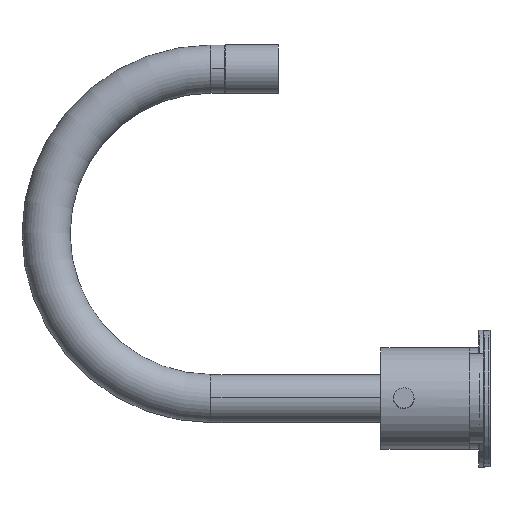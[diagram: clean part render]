
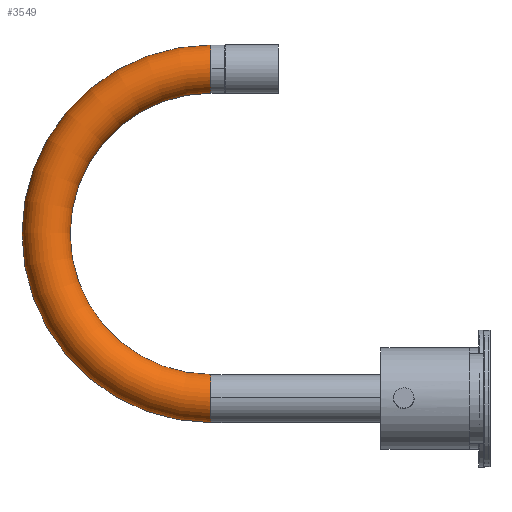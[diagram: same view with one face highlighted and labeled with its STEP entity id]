
A CAD part, left-side view. The second image highlights one B-rep face of the part: STEP entity #3549.
In plain terms, the highlighted toroidal (fillet/blend) face has major radius 65 mm and minor radius 9.5 mm.
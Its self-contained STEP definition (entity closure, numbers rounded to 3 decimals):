
#130 = DIRECTION ( 'NONE',  ( 0.999, 0., -0.041 ) ) ;
#145 = CARTESIAN_POINT ( 'NONE',  ( -0.386, 158.276, -9.492 ) ) ;
#240 = FACE_OUTER_BOUND ( 'NONE', #3036, .T. ) ;
#254 = CARTESIAN_POINT ( 'NONE',  ( -9.492, 158.276, 0.386 ) ) ;
#275 = CARTESIAN_POINT ( 'NONE',  ( 0., 158.276, 0. ) ) ;
#436 = TOROIDAL_SURFACE ( 'NONE', #5923, 65., 9.5 ) ;
#448 = DIRECTION ( 'NONE',  ( 0.999, 0., -0.041 ) ) ;
#525 = CARTESIAN_POINT ( 'NONE',  ( 4.895, 158.276, 120.401 ) ) ;
#567 = AXIS2_PLACEMENT_3D ( 'NONE', #3326, #2108, #7143 ) ;
#697 = CIRCLE ( 'NONE', #567, 9.5 ) ;
#753 = EDGE_CURVE ( 'NONE', #7384, #7192, #4232, .T. ) ;
#836 = AXIS2_PLACEMENT_3D ( 'NONE', #4597, #130, #2774 ) ;
#866 = CIRCLE ( 'NONE', #6576, 9.5 ) ;
#1312 = DIRECTION ( 'NONE',  ( 0., -1., 0. ) ) ;
#1459 = EDGE_CURVE ( 'NONE', #5723, #7243, #7626, .T. ) ;
#1606 = EDGE_CURVE ( 'NONE', #7243, #4077, #6808, .T. ) ;
#1676 = ORIENTED_EDGE ( 'NONE', *, *, #1459, .T. ) ;
#1770 = AXIS2_PLACEMENT_3D ( 'NONE', #275, #6126, #448 ) ;
#1910 = CARTESIAN_POINT ( 'NONE',  ( 2.64, 158.276, 64.946 ) ) ;
#2011 = CARTESIAN_POINT ( 'NONE',  ( 2.64, 158.276, 64.946 ) ) ;
#2108 = DIRECTION ( 'NONE',  ( 0., -1., 0. ) ) ;
#2638 = ORIENTED_EDGE ( 'NONE', *, *, #7676, .F. ) ;
#2767 = ORIENTED_EDGE ( 'NONE', *, *, #753, .F. ) ;
#2774 = DIRECTION ( 'NONE',  ( -0.041, 0., -0.999 ) ) ;
#3036 = EDGE_LOOP ( 'NONE', ( #2767, #6197, #1676, #8134, #6398, #2638 ) ) ;
#3173 = CARTESIAN_POINT ( 'NONE',  ( 0.386, 158.276, 9.492 ) ) ;
#3205 = VERTEX_POINT ( 'NONE', #6090 ) ;
#3326 = CARTESIAN_POINT ( 'NONE',  ( 5.281, 158.276, 129.893 ) ) ;
#3421 = DIRECTION ( 'NONE',  ( -0.041, 0., -0.999 ) ) ;
#3549 = ADVANCED_FACE ( 'NONE', ( #240 ), #436, .T. ) ;
#4028 = DIRECTION ( 'NONE',  ( 0., 1., 0. ) ) ;
#4077 = VERTEX_POINT ( 'NONE', #525 ) ;
#4232 = CIRCLE ( 'NONE', #7967, 74.5 ) ;
#4391 = DIRECTION ( 'NONE',  ( 0.999, 0., -0.041 ) ) ;
#4428 = CARTESIAN_POINT ( 'NONE',  ( 5.281, 158.276, 129.893 ) ) ;
#4597 = CARTESIAN_POINT ( 'NONE',  ( 2.64, 158.276, 64.946 ) ) ;
#4961 = EDGE_CURVE ( 'NONE', #3205, #4077, #866, .T. ) ;
#5216 = DIRECTION ( 'NONE',  ( 0.999, 0., -0.041 ) ) ;
#5723 = VERTEX_POINT ( 'NONE', #254 ) ;
#5879 = CARTESIAN_POINT ( 'NONE',  ( 0., 158.276, 0. ) ) ;
#5923 = AXIS2_PLACEMENT_3D ( 'NONE', #2011, #5216, #3421 ) ;
#5927 = DIRECTION ( 'NONE',  ( 0.999, 0., -0.041 ) ) ;
#6019 = AXIS2_PLACEMENT_3D ( 'NONE', #5879, #4028, #5927 ) ;
#6090 = CARTESIAN_POINT ( 'NONE',  ( -4.211, 158.276, 130.279 ) ) ;
#6126 = DIRECTION ( 'NONE',  ( 0., 1., 0. ) ) ;
#6197 = ORIENTED_EDGE ( 'NONE', *, *, #7372, .T. ) ;
#6398 = ORIENTED_EDGE ( 'NONE', *, *, #4961, .F. ) ;
#6576 = AXIS2_PLACEMENT_3D ( 'NONE', #4428, #1312, #6924 ) ;
#6808 = CIRCLE ( 'NONE', #836, 55.5 ) ;
#6924 = DIRECTION ( 'NONE',  ( 0.999, 0., -0.041 ) ) ;
#6937 = CIRCLE ( 'NONE', #6019, 9.5 ) ;
#6982 = DIRECTION ( 'NONE',  ( -0.041, 0., -0.999 ) ) ;
#7143 = DIRECTION ( 'NONE',  ( 0.999, 0., -0.041 ) ) ;
#7192 = VERTEX_POINT ( 'NONE', #7621 ) ;
#7243 = VERTEX_POINT ( 'NONE', #3173 ) ;
#7372 = EDGE_CURVE ( 'NONE', #7384, #5723, #6937, .T. ) ;
#7384 = VERTEX_POINT ( 'NONE', #145 ) ;
#7621 = CARTESIAN_POINT ( 'NONE',  ( 5.667, 158.276, 139.385 ) ) ;
#7626 = CIRCLE ( 'NONE', #1770, 9.5 ) ;
#7676 = EDGE_CURVE ( 'NONE', #7192, #3205, #697, .T. ) ;
#7967 = AXIS2_PLACEMENT_3D ( 'NONE', #1910, #4391, #6982 ) ;
#8134 = ORIENTED_EDGE ( 'NONE', *, *, #1606, .T. ) ;
